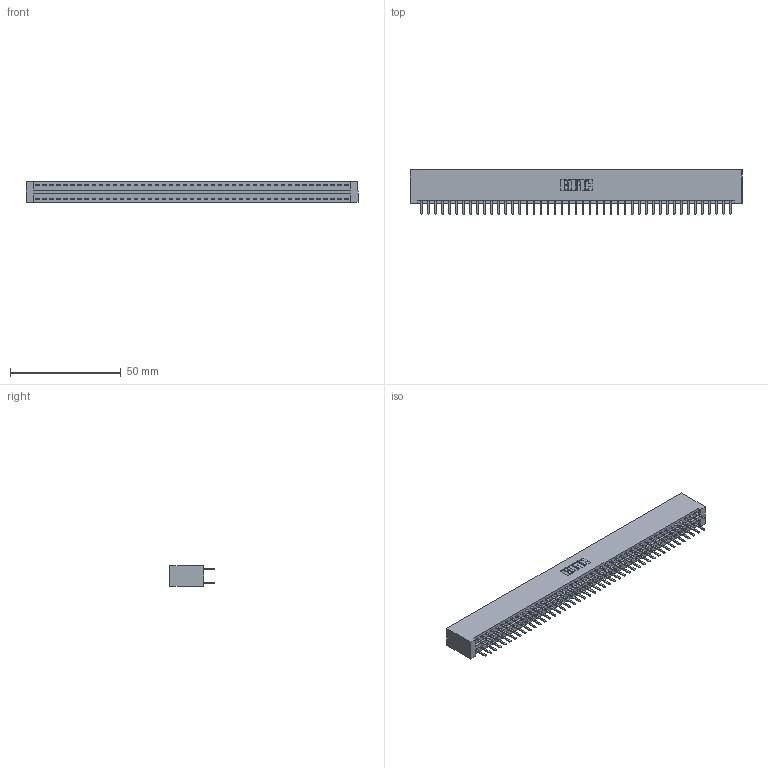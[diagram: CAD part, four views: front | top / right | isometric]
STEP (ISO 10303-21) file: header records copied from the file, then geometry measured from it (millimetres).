
FILE_DESCRIPTION (( 'STEP AP203' ), '1' );
FILE_NAME ('396-090-520-201.STEP', '2018-09-12T04:05:26', ( '' ), ( '' ), 'SwSTEP 2.0', 'SolidWorks 2016', '' );
FILE_SCHEMA (( 'CONFIG_CONTROL_DESIGN' ));
Length unit declared in the file: inch
Products named in the file (3): 345-292-001_345-293-120; 396-090-520-201; 346 Part_No Mounting Lugs
Assembly tree (91 placements, depth 2):
  396-090-520-201
    346 Part_No Mounting Lugs
    345-292-001_345-293-120  x90
Bounding box: 150.11 x 20.02 x 9.4 mm (x, y, z)
Volume: 15195 mm3; surface area: 21004.2 mm2
Topology: 91 solids, 91 shells, 5154 faces, 14975 edges, 9742 vertices
Faces by surface type: plane 3402, cylinder 1752
Entity records: 28801 total; most frequent: CARTESIAN_POINT 4752, ORIENTED_EDGE 4674, DIRECTION 4221, EDGE_CURVE 2337, VECTOR 2029, LINE 2029, VERTEX_POINT 1554, AXIS2_PLACEMENT_3D 1096
